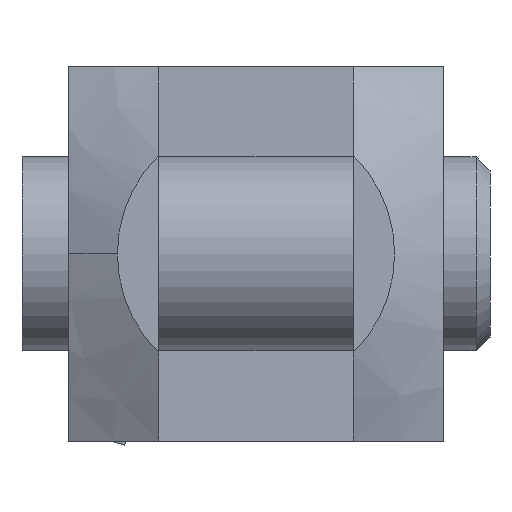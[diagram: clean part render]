
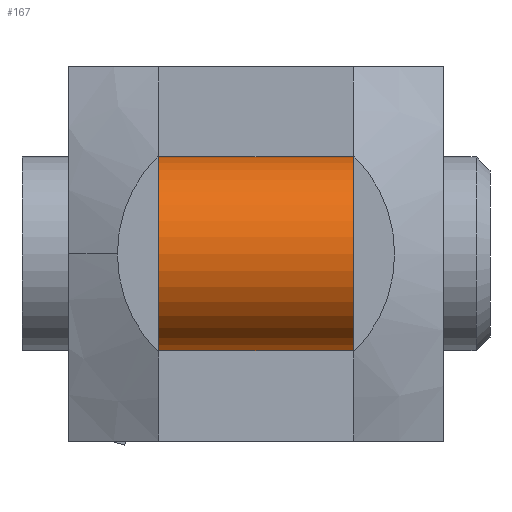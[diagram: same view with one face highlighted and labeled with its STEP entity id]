
A CAD part, front view. The second image highlights one B-rep face of the part: STEP entity #167.
In plain terms, the highlighted cylindrical face has radius 7 mm (diameter 14 mm), a partial arc.
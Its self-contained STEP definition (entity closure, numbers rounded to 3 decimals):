
#167 = ADVANCED_FACE ( 'NONE', ( #1599 ), #1077, .T. ) ;
#202 = VERTEX_POINT ( 'NONE', #1283 ) ;
#215 = DIRECTION ( 'NONE',  ( 1., 0., 0. ) ) ;
#257 = EDGE_CURVE ( 'NONE', #1552, #202, #1218, .T. ) ;
#314 = VECTOR ( 'NONE', #982, 1000. ) ;
#361 = ORIENTED_EDGE ( 'NONE', *, *, #1736, .F. ) ;
#390 = VERTEX_POINT ( 'NONE', #1281 ) ;
#399 = ORIENTED_EDGE ( 'NONE', *, *, #1754, .F. ) ;
#466 = VERTEX_POINT ( 'NONE', #1760 ) ;
#496 = CARTESIAN_POINT ( 'NONE',  ( -16.875, 14., 7. ) ) ;
#547 = AXIS2_PLACEMENT_3D ( 'NONE', #1387, #728, #1815 ) ;
#598 = EDGE_CURVE ( 'NONE', #1552, #466, #895, .T. ) ;
#691 = AXIS2_PLACEMENT_3D ( 'NONE', #1897, #215, #1715 ) ;
#728 = DIRECTION ( 'NONE',  ( 1., 0., 0. ) ) ;
#895 = CIRCLE ( 'NONE', #1252, 7. ) ;
#916 = DIRECTION ( 'NONE',  ( 0., 0., 1. ) ) ;
#975 = CARTESIAN_POINT ( 'NONE',  ( -16.875, 14., -7. ) ) ;
#982 = DIRECTION ( 'NONE',  ( 1., 0., 0. ) ) ;
#1041 = EDGE_LOOP ( 'NONE', ( #361, #1723, #1872, #399 ) ) ;
#1077 = CYLINDRICAL_SURFACE ( 'NONE', #547, 7. ) ;
#1218 = LINE ( 'NONE', #975, #314 ) ;
#1252 = AXIS2_PLACEMENT_3D ( 'NONE', #1766, #1508, #916 ) ;
#1272 = CIRCLE ( 'NONE', #691, 7. ) ;
#1281 = CARTESIAN_POINT ( 'NONE',  ( 7., 14., 7. ) ) ;
#1283 = CARTESIAN_POINT ( 'NONE',  ( 7., 14., -7. ) ) ;
#1320 = LINE ( 'NONE', #496, #1652 ) ;
#1387 = CARTESIAN_POINT ( 'NONE',  ( -16.875, 14., 0. ) ) ;
#1508 = DIRECTION ( 'NONE',  ( -1., 0., 0. ) ) ;
#1552 = VERTEX_POINT ( 'NONE', #1820 ) ;
#1599 = FACE_OUTER_BOUND ( 'NONE', #1041, .T. ) ;
#1652 = VECTOR ( 'NONE', #1737, 1000. ) ;
#1715 = DIRECTION ( 'NONE',  ( 0., 0., -1. ) ) ;
#1723 = ORIENTED_EDGE ( 'NONE', *, *, #598, .F. ) ;
#1736 = EDGE_CURVE ( 'NONE', #466, #390, #1320, .T. ) ;
#1737 = DIRECTION ( 'NONE',  ( 1., 0., 0. ) ) ;
#1754 = EDGE_CURVE ( 'NONE', #390, #202, #1272, .T. ) ;
#1760 = CARTESIAN_POINT ( 'NONE',  ( -7., 14., 7. ) ) ;
#1766 = CARTESIAN_POINT ( 'NONE',  ( -7., 14., 0. ) ) ;
#1815 = DIRECTION ( 'NONE',  ( 0., 0., -1. ) ) ;
#1820 = CARTESIAN_POINT ( 'NONE',  ( -7., 14., -7. ) ) ;
#1872 = ORIENTED_EDGE ( 'NONE', *, *, #257, .T. ) ;
#1897 = CARTESIAN_POINT ( 'NONE',  ( 7., 14., 0. ) ) ;
